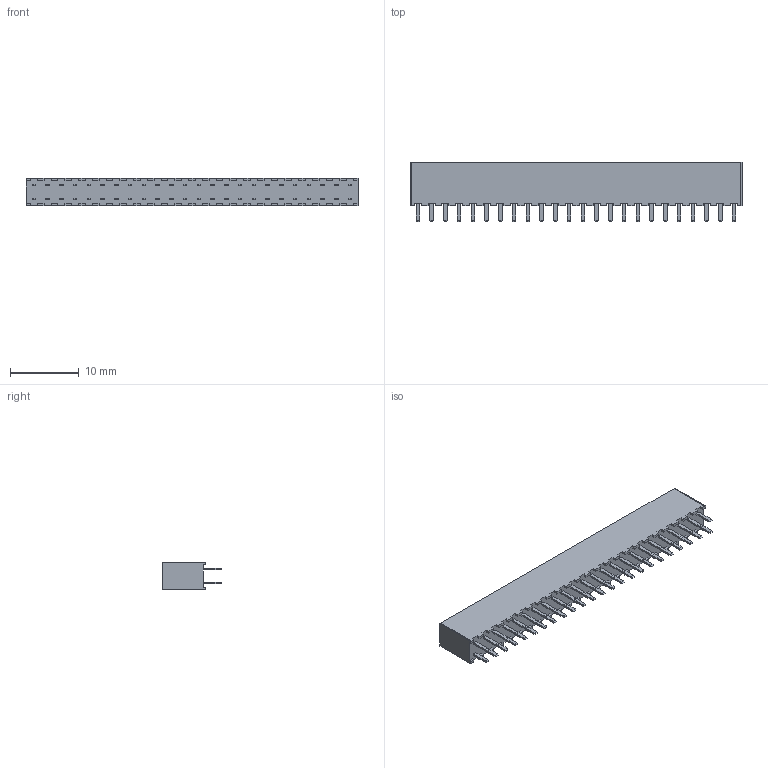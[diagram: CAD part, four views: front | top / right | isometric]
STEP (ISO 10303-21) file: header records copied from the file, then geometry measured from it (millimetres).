
FILE_DESCRIPTION (( 'STEP AP214' ), '1' );
FILE_NAME ('Samtec-SQW-124-01-L-D.step', '2012-12-30T22:44:15', ( 'Windows User' ), ( '' ), 'SwSTEP 2.0', 'SolidWorks 2013', '' );
FILE_SCHEMA (( 'AUTOMOTIVE_DESIGN' ));
Length unit declared in the file: inch
Products named in the file (1): Samtec-SQW-124-01-L-D
Bounding box: 48.3 x 8.64 x 4 mm (x, y, z)
Volume: 1133.8 mm3; surface area: 1482.4 mm2
Topology: 1 solids, 1 shells, 1070 faces, 2532 edges, 1560 vertices
Faces by surface type: plane 1070
Entity records: 37938 total; most frequent: CARTESIAN_POINT 5163, ORIENTED_EDGE 5064, DIRECTION 4674, LINE 2532, EDGE_CURVE 2532, VECTOR 2532, VERTEX_POINT 1560, EDGE_LOOP 1166
